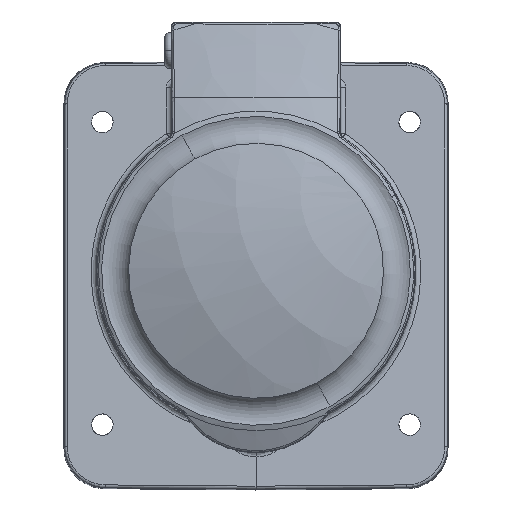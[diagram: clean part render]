
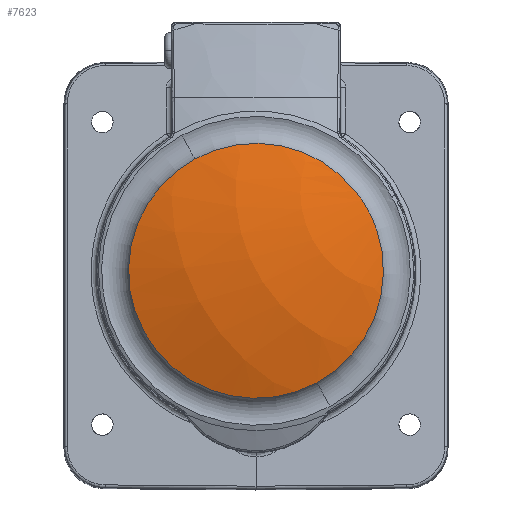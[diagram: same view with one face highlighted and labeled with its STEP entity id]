
A CAD part, top view. The second image highlights one B-rep face of the part: STEP entity #7623.
In plain terms, the highlighted spherical face has radius 80 mm.
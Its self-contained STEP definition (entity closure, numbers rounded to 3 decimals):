
#2=CARTESIAN_POINT('',(0.,0.,6.294));
#3=DIRECTION('',(0.,0.,-1.));
#4=DIRECTION('',(-0.479,0.878,0.));
#5=AXIS2_PLACEMENT_3D('',#2,#3,#4);
#7=CARTESIAN_POINT('',(0.,0.,6.294));
#8=DIRECTION('',(0.,0.,-1.));
#9=DIRECTION('',(0.479,-0.878,0.));
#10=AXIS2_PLACEMENT_3D('',#7,#8,#9);
#6746=CARTESIAN_POINT('',(11.929,-21.836,6.294));
#6747=CARTESIAN_POINT('',(-11.929,21.836,6.294));
#6748=VERTEX_POINT('',#6746);
#6749=VERTEX_POINT('',#6747);
#7612=CARTESIAN_POINT('',(0.,0.,-69.738));
#7613=DIRECTION('',(0.333,0.182,0.925));
#7614=DIRECTION('',(0.812,0.444,-0.379));
#7615=AXIS2_PLACEMENT_3D('',#7612,#7613,#7614);
#7616=SPHERICAL_SURFACE('',#7615,80.);
#7618=ORIENTED_EDGE('',*,*,#7617,.T.);
#7620=ORIENTED_EDGE('',*,*,#7619,.T.);
#7621=EDGE_LOOP('',(#7618,#7620));
#7622=FACE_OUTER_BOUND('',#7621,.F.);
#7623=ADVANCED_FACE('',(#7622),#7616,.T.);
#6=CIRCLE('',#5,24.882);
#11=CIRCLE('',#10,24.882);
#7617=EDGE_CURVE('',#6749,#6748,#6,.T.);
#7619=EDGE_CURVE('',#6748,#6749,#11,.T.);
